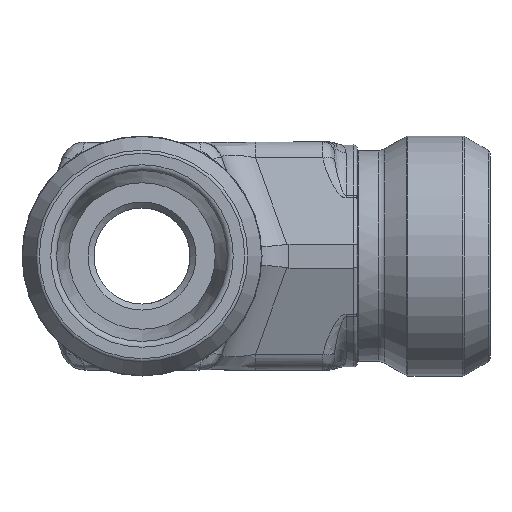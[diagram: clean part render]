
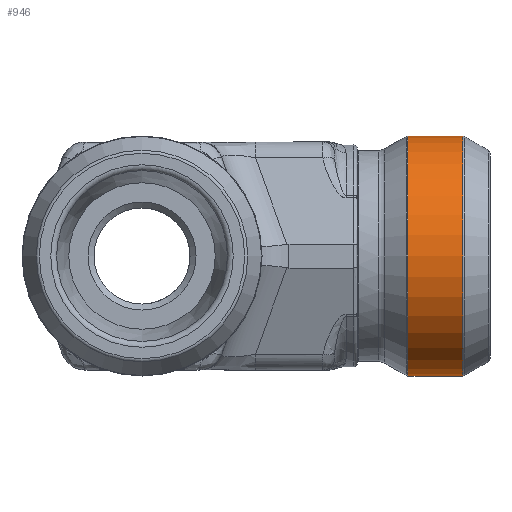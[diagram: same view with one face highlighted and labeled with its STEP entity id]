
A CAD part, left-side view. The second image highlights one B-rep face of the part: STEP entity #946.
In plain terms, the highlighted cylindrical face has radius 10 mm (diameter 20 mm), a full revolution.
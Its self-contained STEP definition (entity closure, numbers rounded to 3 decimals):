
#314=FACE_BOUND('',#1789,.T.);
#315=FACE_BOUND('',#1790,.T.);
#427=CYLINDRICAL_SURFACE('',#6286,10.);
#602=CIRCLE('',#6284,10.);
#603=CIRCLE('',#6285,10.);
#946=ADVANCED_FACE('',(#314,#315),#427,.T.);
#1789=EDGE_LOOP('',(#3793));
#1790=EDGE_LOOP('',(#3794));
#3793=ORIENTED_EDGE('',*,*,#5356,.T.);
#3794=ORIENTED_EDGE('',*,*,#5357,.T.);
#4538=VERTEX_POINT('',#12192);
#4539=VERTEX_POINT('',#12194);
#5356=EDGE_CURVE('',#4538,#4538,#602,.T.);
#5357=EDGE_CURVE('',#4539,#4539,#603,.T.);
#6284=AXIS2_PLACEMENT_3D('',#12191,#7435,#7436);
#6285=AXIS2_PLACEMENT_3D('',#12193,#7437,#7438);
#6286=AXIS2_PLACEMENT_3D('',#12195,#7439,#7440);
#7435=DIRECTION('',(0.,1.,0.));
#7436=DIRECTION('',(0.,0.,1.));
#7437=DIRECTION('',(0.,-1.,0.));
#7438=DIRECTION('',(0.,0.,1.));
#7439=DIRECTION('',(0.,-1.,0.));
#7440=DIRECTION('',(0.,0.,-1.));
#12191=CARTESIAN_POINT('',(0.,-26.72,0.));
#12192=CARTESIAN_POINT('',(0.,-26.72,10.));
#12193=CARTESIAN_POINT('',(0.,-22.159,0.));
#12194=CARTESIAN_POINT('',(0.,-22.159,10.));
#12195=CARTESIAN_POINT('',(0.,0.,0.));
